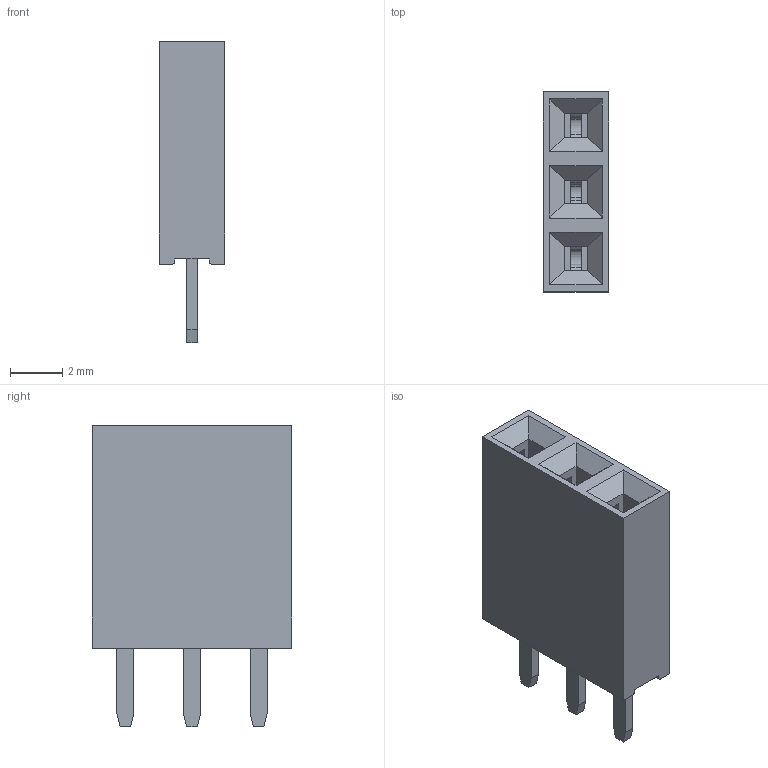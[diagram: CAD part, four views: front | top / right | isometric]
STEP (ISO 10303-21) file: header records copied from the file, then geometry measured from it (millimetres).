
FILE_DESCRIPTION(('FreeCAD Model'),'2;1');
FILE_NAME('Open CASCADE Shape Model','2023-05-12T02:53:52',( 'kicad StepUp'),('ksu MCAD'),'Open CASCADE STEP processor 7.6', 'FreeCAD','Unknown');
FILE_SCHEMA(('AUTOMOTIVE_DESIGN { 1 0 10303 214 1 1 1 1 }'));
Length unit declared in the file: millimetre
Products named in the file (5): Female_Header_1x3_P2.54_H8.5_straight; Pin_One005; Epoxy_Body005; Body045; Body046
Assembly tree (4 placements, depth 2):
  Female_Header_1x3_P2.54_H8.5_straight
    Pin_One005
    Epoxy_Body005
    Body045
    Body046
Bounding box: 2.5 x 7.62 x 11.5 mm (x, y, z)
Volume: 140.1 mm3; surface area: 444 mm2
Topology: 4 solids, 4 shells, 132 faces, 366 edges, 242 vertices
Faces by surface type: plane 97, cylinder 23, bspline 12
Entity records: 4293 total; most frequent: CARTESIAN_POINT 793, ORIENTED_EDGE 732, DIRECTION 656, EDGE_CURVE 366, LINE 302, VECTOR 302, VERTEX_POINT 242, AXIS2_PLACEMENT_3D 177
